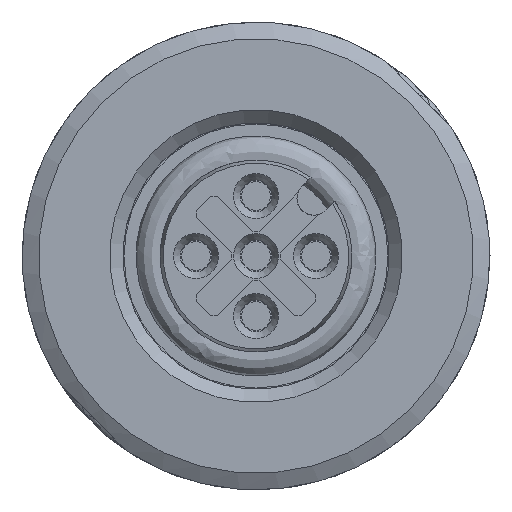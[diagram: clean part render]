
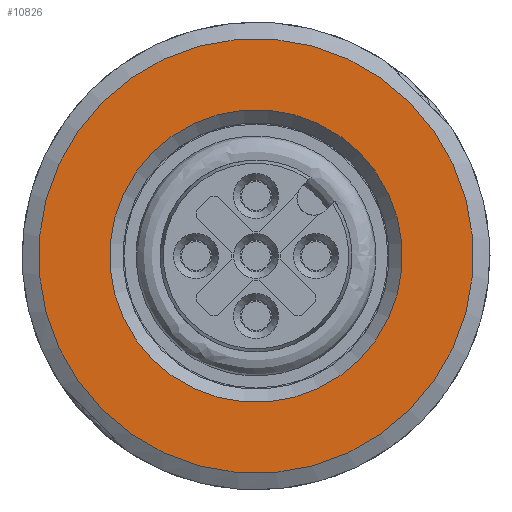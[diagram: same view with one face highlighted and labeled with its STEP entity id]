
A CAD part, front view. The second image highlights one B-rep face of the part: STEP entity #10826.
In plain terms, the highlighted planar face has unit normal (0, -1, 0).
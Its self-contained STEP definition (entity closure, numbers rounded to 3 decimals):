
#6866=PLANE('',#25836);
#10826=ADVANCED_FACE('',(#11894,#11895),#6866,.T.);
#11894=FACE_BOUND('',#12904,.T.);
#11895=FACE_BOUND('',#12905,.T.);
#12904=EDGE_LOOP('',(#18013));
#12905=EDGE_LOOP('',(#18014));
#18013=ORIENTED_EDGE('',*,*,#22444,.T.);
#18014=ORIENTED_EDGE('',*,*,#21807,.F.);
#19534=VERTEX_POINT('',#39884);
#19841=VERTEX_POINT('',#43776);
#21807=EDGE_CURVE('',#19534,#19534,#22998,.T.);
#22444=EDGE_CURVE('',#19841,#19841,#23279,.T.);
#22998=CIRCLE('',#25327,9.057);
#23279=CIRCLE('',#25835,6.1);
#25327=AXIS2_PLACEMENT_3D('',#39883,#28609,#28610);
#25835=AXIS2_PLACEMENT_3D('',#43775,#29882,#29883);
#25836=AXIS2_PLACEMENT_3D('',#43777,#29884,#29885);
#28609=DIRECTION('',(0.,1.,0.));
#28610=DIRECTION('',(0.707,0.,-0.707));
#29882=DIRECTION('',(0.,1.,0.));
#29883=DIRECTION('',(-0.707,0.,-0.707));
#29884=DIRECTION('',(0.,-1.,0.));
#29885=DIRECTION('',(-0.707,0.,0.707));
#39883=CARTESIAN_POINT('',(64.547,44.362,39.764));
#39884=CARTESIAN_POINT('',(70.952,44.362,33.36));
#43775=CARTESIAN_POINT('',(64.547,44.362,39.764));
#43776=CARTESIAN_POINT('',(60.234,44.362,35.451));
#43777=CARTESIAN_POINT('',(78.637,44.362,39.764));
